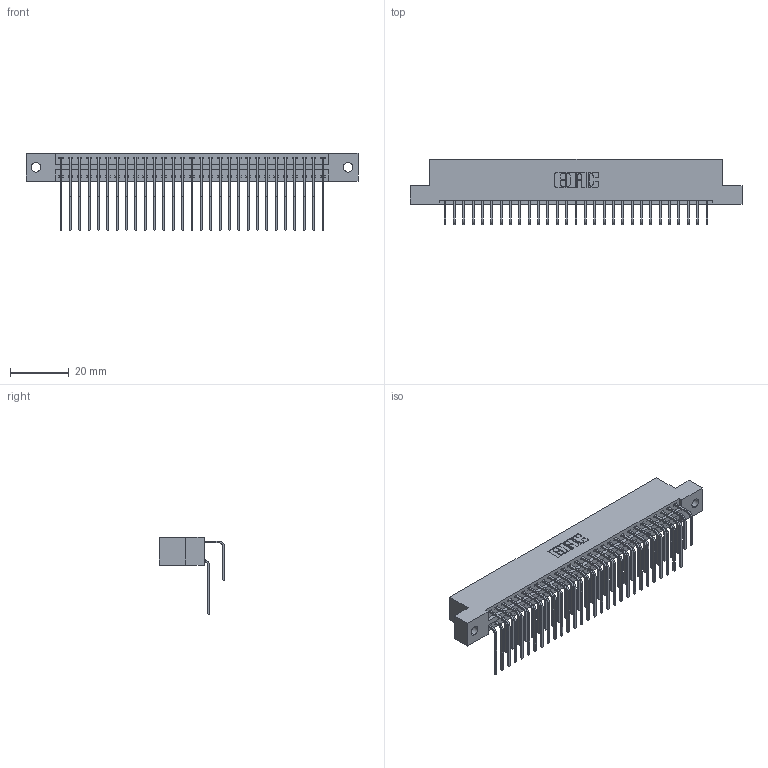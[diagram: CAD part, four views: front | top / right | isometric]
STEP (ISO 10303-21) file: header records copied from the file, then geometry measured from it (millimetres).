
FILE_DESCRIPTION (( 'STEP AP203' ), '1' );
FILE_NAME ('396-058-558-202.STEP', '2018-09-08T12:06:29', ( '' ), ( '' ), 'SwSTEP 2.0', 'SolidWorks 2016', '' );
FILE_SCHEMA (( 'CONFIG_CONTROL_DESIGN' ));
Length unit declared in the file: inch
Products named in the file (4): 346 Part_Flush Mounting Lugs - 0.128 Dia; 396-058-558-202; 345-292-001_558 559 Tail - 1; 345-292-001_558 Tail - 2
Assembly tree (59 placements, depth 2):
  396-058-558-202
    346 Part_Flush Mounting Lugs - 0.128 Dia
    345-292-001_558 559 Tail - 1  x29
    345-292-001_558 Tail - 2  x29
Bounding box: 112.65 x 22.16 x 26.16 mm (x, y, z)
Volume: 11181.6 mm3; surface area: 16501.4 mm2
Topology: 59 solids, 59 shells, 3254 faces, 9667 edges, 6366 vertices
Faces by surface type: plane 2222, cylinder 1032
Entity records: 22463 total; most frequent: CARTESIAN_POINT 3771, ORIENTED_EDGE 3654, DIRECTION 3347, EDGE_CURVE 1827, VECTOR 1539, LINE 1539, VERTEX_POINT 1214, AXIS2_PLACEMENT_3D 904
